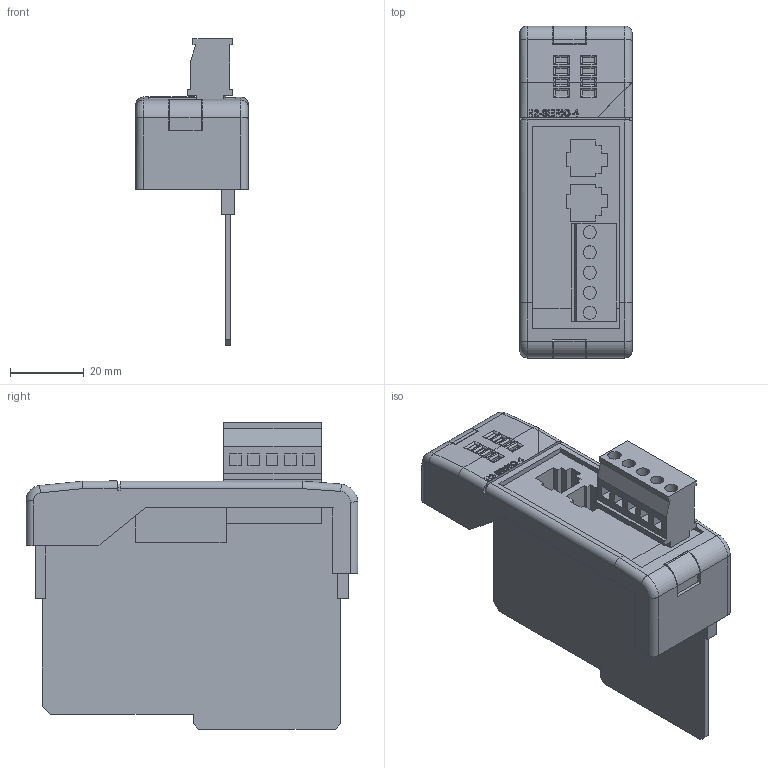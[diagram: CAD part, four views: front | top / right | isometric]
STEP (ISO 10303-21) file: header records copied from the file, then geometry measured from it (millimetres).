
FILE_DESCRIPTION (( 'STEP AP214' ), '1' );
FILE_NAME ('H2-SERIO-4.STEP', '2011-04-11T13:14:05', ( '.adc' ), ( '' ), 'SwSTEP 2.0', 'SolidWorks 2009', '' );
FILE_SCHEMA (( 'AUTOMOTIVE_DESIGN' ));
Length unit declared in the file: millimetre
Products named in the file (1): H2-SERIO-4
Bounding box: 30.55 x 90 x 83.18 mm (x, y, z)
Volume: 23900.5 mm3; surface area: 31950.7 mm2
Topology: 1 solids, 2 shells, 536 faces, 1492 edges, 980 vertices
Faces by surface type: plane 382, cylinder 104, bspline 41, torus 9
Entity records: 24953 total; most frequent: CARTESIAN_POINT 5852, ORIENTED_EDGE 2984, DIRECTION 2465, EDGE_CURVE 1492, VECTOR 1183, LINE 1183, VERTEX_POINT 980, AXIS2_PLACEMENT_3D 641
